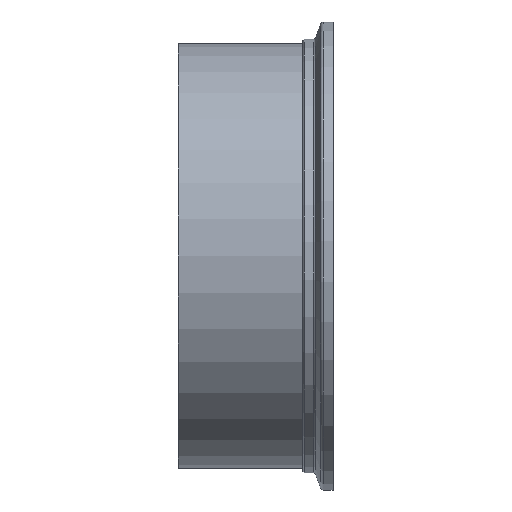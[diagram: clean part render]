
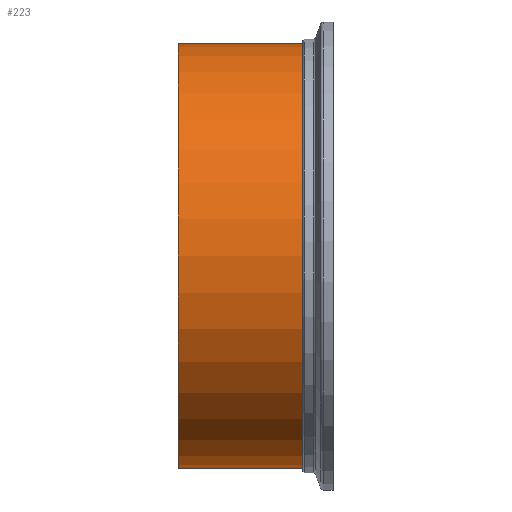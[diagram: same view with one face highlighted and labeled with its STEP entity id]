
A CAD part, front view. The second image highlights one B-rep face of the part: STEP entity #223.
In plain terms, the highlighted cylindrical face has radius 136.5 mm (diameter 273 mm), a full revolution.
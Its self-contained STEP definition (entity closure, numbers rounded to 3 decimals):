
#39=CYLINDRICAL_SURFACE('',#273,136.5);
#50=ORIENTED_EDGE('',*,*,#83,.F.);
#51=ORIENTED_EDGE('',*,*,#85,.T.);
#83=EDGE_CURVE('',#102,#102,#121,.T.);
#85=EDGE_CURVE('',#104,#104,#123,.T.);
#102=VERTEX_POINT('',#393);
#104=VERTEX_POINT('',#399);
#121=CIRCLE('',#268,136.5);
#123=CIRCLE('',#272,136.5);
#145=EDGE_LOOP('',(#50));
#146=EDGE_LOOP('',(#51));
#183=FACE_BOUND('',#145,.T.);
#184=FACE_BOUND('',#146,.T.);
#223=ADVANCED_FACE('',(#183,#184),#39,.T.);
#268=AXIS2_PLACEMENT_3D('',#392,#312,#313);
#272=AXIS2_PLACEMENT_3D('',#398,#320,#321);
#273=AXIS2_PLACEMENT_3D('',#400,#322,#323);
#312=DIRECTION('',(-1.,0.,0.));
#313=DIRECTION('',(0.,0.,1.));
#320=DIRECTION('',(-1.,0.,0.));
#321=DIRECTION('',(0.,0.,1.));
#322=DIRECTION('',(-1.,0.,0.));
#323=DIRECTION('',(0.,0.,1.));
#392=CARTESIAN_POINT('',(-42.5,0.,0.));
#393=CARTESIAN_POINT('',(-42.5,0.,136.5));
#398=CARTESIAN_POINT('',(42.5,0.,0.));
#399=CARTESIAN_POINT('',(42.5,0.,136.5));
#400=CARTESIAN_POINT('',(0.,0.,0.));
